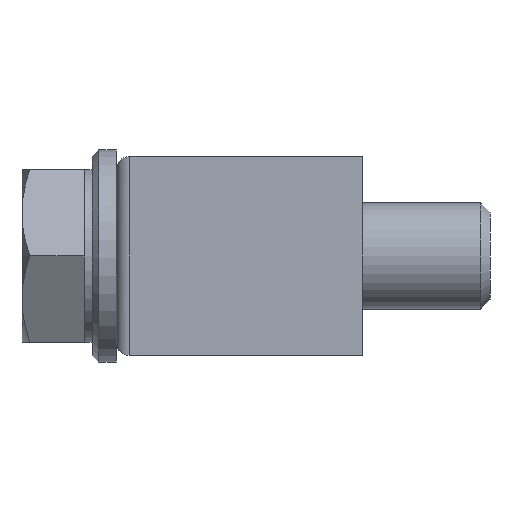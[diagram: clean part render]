
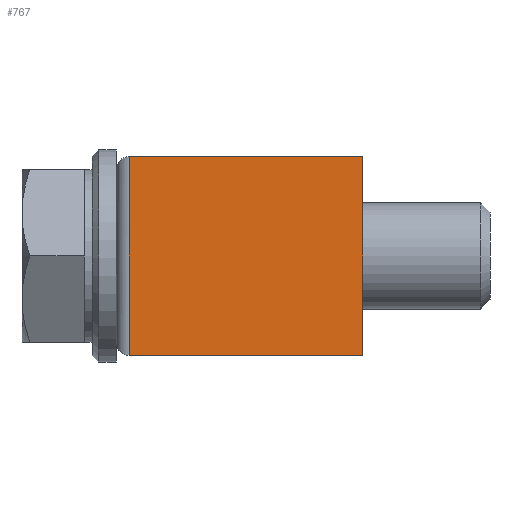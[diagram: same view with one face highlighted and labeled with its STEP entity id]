
A CAD part, left-side view. The second image highlights one B-rep face of the part: STEP entity #767.
In plain terms, the highlighted planar face has unit normal (-1, 0, 0).
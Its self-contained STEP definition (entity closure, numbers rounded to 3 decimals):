
#15 = LINE ( 'NONE', #133, #557 ) ;
#27 = ORIENTED_EDGE ( 'NONE', *, *, #1041, .F. ) ;
#28 = VERTEX_POINT ( 'NONE', #1449 ) ;
#36 = VECTOR ( 'NONE', #1616, 1000. ) ;
#90 = EDGE_LOOP ( 'NONE', ( #117, #1843, #1603, #27 ) ) ;
#117 = ORIENTED_EDGE ( 'NONE', *, *, #1873, .F. ) ;
#120 = CARTESIAN_POINT ( 'NONE',  ( 0., 0., 7.5 ) ) ;
#133 = CARTESIAN_POINT ( 'NONE',  ( 0., 17.6, 7.5 ) ) ;
#142 = PLANE ( 'NONE',  #1154 ) ;
#149 = DIRECTION ( 'NONE',  ( 1., 0., 0. ) ) ;
#153 = DIRECTION ( 'NONE',  ( 0., -1., 0. ) ) ;
#214 = EDGE_CURVE ( 'NONE', #659, #1097, #15, .T. ) ;
#423 = CARTESIAN_POINT ( 'NONE',  ( 0., 0., -7.5 ) ) ;
#533 = FACE_OUTER_BOUND ( 'NONE', #90, .T. ) ;
#557 = VECTOR ( 'NONE', #2553, 1000. ) ;
#659 = VERTEX_POINT ( 'NONE', #735 ) ;
#735 = CARTESIAN_POINT ( 'NONE',  ( 0., 17.6, 7.5 ) ) ;
#756 = CARTESIAN_POINT ( 'NONE',  ( 0., 17.6, -7.5 ) ) ;
#767 = ADVANCED_FACE ( 'NONE', ( #533 ), #142, .F. ) ;
#1041 = EDGE_CURVE ( 'NONE', #28, #1934, #1836, .T. ) ;
#1097 = VERTEX_POINT ( 'NONE', #756 ) ;
#1117 = LINE ( 'NONE', #1810, #36 ) ;
#1154 = AXIS2_PLACEMENT_3D ( 'NONE', #1359, #149, #1562 ) ;
#1168 = EDGE_CURVE ( 'NONE', #1097, #1934, #1861, .T. ) ;
#1313 = VECTOR ( 'NONE', #1935, 1000. ) ;
#1359 = CARTESIAN_POINT ( 'NONE',  ( 0., 0., 7.5 ) ) ;
#1449 = CARTESIAN_POINT ( 'NONE',  ( 0., 0., 7.5 ) ) ;
#1562 = DIRECTION ( 'NONE',  ( 0., 0., -1. ) ) ;
#1603 = ORIENTED_EDGE ( 'NONE', *, *, #1168, .T. ) ;
#1616 = DIRECTION ( 'NONE',  ( 0., -1., 0. ) ) ;
#1810 = CARTESIAN_POINT ( 'NONE',  ( 0., 0., 7.5 ) ) ;
#1836 = LINE ( 'NONE', #120, #1313 ) ;
#1843 = ORIENTED_EDGE ( 'NONE', *, *, #214, .T. ) ;
#1861 = LINE ( 'NONE', #2361, #2346 ) ;
#1873 = EDGE_CURVE ( 'NONE', #659, #28, #1117, .T. ) ;
#1934 = VERTEX_POINT ( 'NONE', #423 ) ;
#1935 = DIRECTION ( 'NONE',  ( 0., 0., -1. ) ) ;
#2346 = VECTOR ( 'NONE', #153, 1000. ) ;
#2361 = CARTESIAN_POINT ( 'NONE',  ( 0., 0., -7.5 ) ) ;
#2553 = DIRECTION ( 'NONE',  ( 0., 0., -1. ) ) ;
